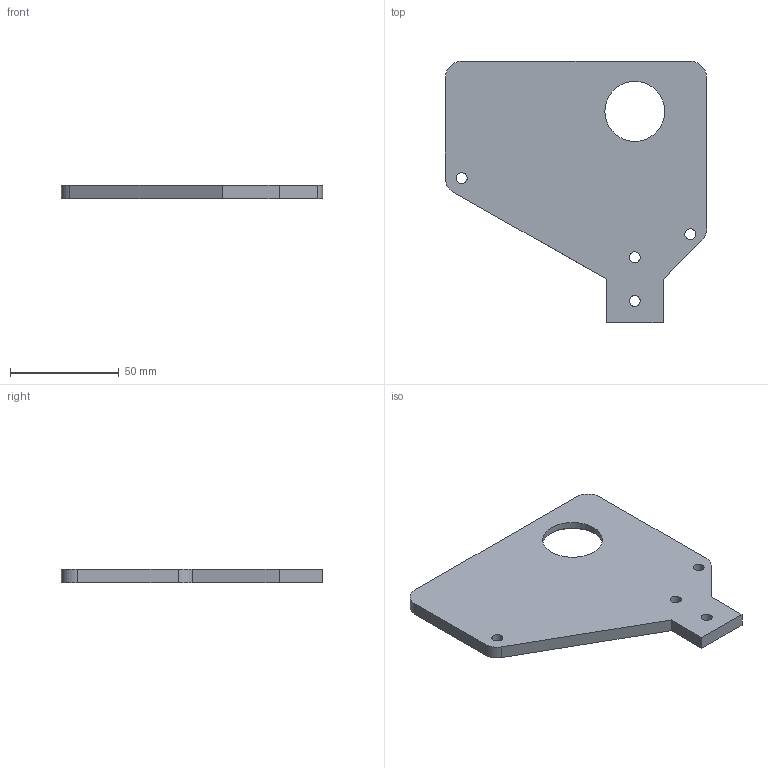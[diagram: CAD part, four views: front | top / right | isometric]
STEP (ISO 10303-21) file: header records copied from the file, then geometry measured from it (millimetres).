
FILE_DESCRIPTION(/* description */ ('STEP AP214'),/* implementation_level */ '2;1');
FILE_NAME(/* name */ '61fa9e20de1f9b6a4c35e534',/* time_stamp */ '2022-02-02T15:07:13+00:00',/* author */ (''),/* organization */ (''),/* preprocessor_version */ 'ST-DEVELOPER v18.101',/* originating_system */ ' ',/* authorisation */ ' ');
FILE_SCHEMA (('AUTOMOTIVE_DESIGN {1 0 10303 214 3 1 1}'));
Length unit declared in the file: metre
Products named in the file (1): Bras 01 droite
Bounding box: 120 x 120 x 6 mm (x, y, z)
Volume: 59283.3 mm3; surface area: 23673.3 mm2
Topology: 1 solids, 1 shells, 21 faces, 54 edges, 36 vertices
Faces by surface type: plane 11, cylinder 10
Full cylindrical faces by diameter (mm): 5 x4, 27.52 x1, 35 x1
Entity records: 668 total; most frequent: DIRECTION 112, CARTESIAN_POINT 106, ORIENTED_EDGE 96, EDGE_CURVE 48, AXIS2_PLACEMENT_3D 42, EDGE_LOOP 38, FACE_BOUND 38, VERTEX_POINT 36
